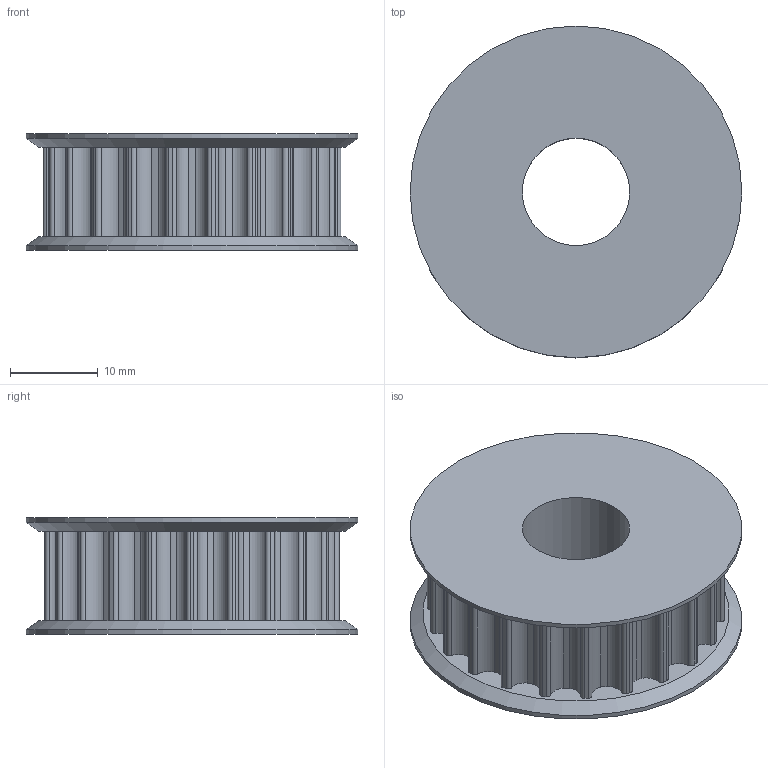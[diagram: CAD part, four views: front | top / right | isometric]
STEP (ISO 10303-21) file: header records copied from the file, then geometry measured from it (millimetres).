
FILE_DESCRIPTION(/* description */ ('STEP AP242','CAx-IF Rec.Pracs.---Representation and Presentation of Product Manufacturing Information (PMI)---4.0---2014-10-13','CAx-IF Rec.Pracs.---3D Tessellated Geometry---0.4---2014-09-14','2;1'),/* implementation_level */ '2;1');
FILE_NAME(/* name */ '664a98e91c916655974fde27',/* time_stamp */ '2024-05-20T00:27:21Z',/* author */ (''),/* organization */ (''),/* preprocessor_version */ 'ST-DEVELOPER v20',/* originating_system */ ' ',/* authorisation */ ' ');
FILE_SCHEMA (('AP242_MANAGED_MODEL_BASED_3D_ENGINEERING_MIM_LF { 1 0 10303 442 1 1 4 }'));
Length unit declared in the file: metre
Products named in the file (1): [LS] Pulley HTD5 22T
Bounding box: 37.73 x 37.73 x 13.2 mm (x, y, z)
Volume: 9552.9 mm3; surface area: 4905.7 mm2
Topology: 1 solids, 1 shells, 141 faces, 410 edges, 273 vertices
Faces by surface type: cylinder 135, plane 4, cone 2
Full cylindrical faces by diameter (mm): 12.2 x1, 37.727 x2
Entity records: 4820 total; most frequent: DIRECTION 960, CARTESIAN_POINT 818, ORIENTED_EDGE 808, AXIS2_PLACEMENT_3D 414, EDGE_CURVE 404, VERTEX_POINT 272, CIRCLE 272, EDGE_LOOP 150
